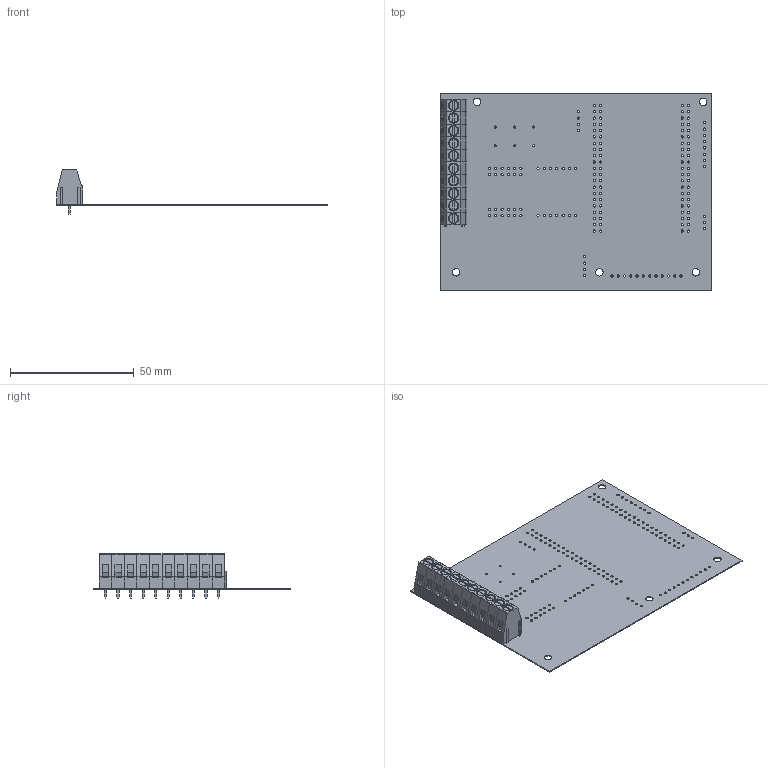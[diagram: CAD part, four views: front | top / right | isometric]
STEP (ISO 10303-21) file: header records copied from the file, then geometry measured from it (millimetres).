
FILE_DESCRIPTION(('Open CASCADE Model'),'2;1');
FILE_NAME('Open CASCADE Shape Model','2020-01-03T09:30:25',('Author'),( 'Open CASCADE'),'Open CASCADE STEP processor 6.8','Open CASCADE 6.8' ,'Unknown');
FILE_SCHEMA(('AUTOMOTIVE_DESIGN { 1 0 10303 214 1 1 1 1 }'));
Length unit declared in the file: millimetre
Products named in the file (6): PCB; Board; JP1; KF128-5.08; LOGO?0.75
Assembly tree (14 placements, depth 4):
  PCB
    Board
    JP1
      KF128-5.08  x10
        KF128-5.08
        LOGO?0.75
Bounding box: 110 x 80 x 18.1 mm (x, y, z)
Volume: 9650.2 mm3; surface area: 24148.9 mm2
Topology: 161 solids, 161 shells, 1960 faces, 4734 edges, 3136 vertices
Faces by surface type: plane 1216, cylinder 434, bspline 290, torus 20
Full cylindrical faces by diameter (mm): 0.85 x6, 0.9 x153, 1.2 x10, 3 x5
Entity records: 13719 total; most frequent: CARTESIAN_POINT 2446, DIRECTION 1986, ORIENTED_EDGE 1908, EDGE_CURVE 954, AXIS2_PLACEMENT_3D 750, FACE_BOUND 722, EDGE_LOOP 722, VERTEX_POINT 634
